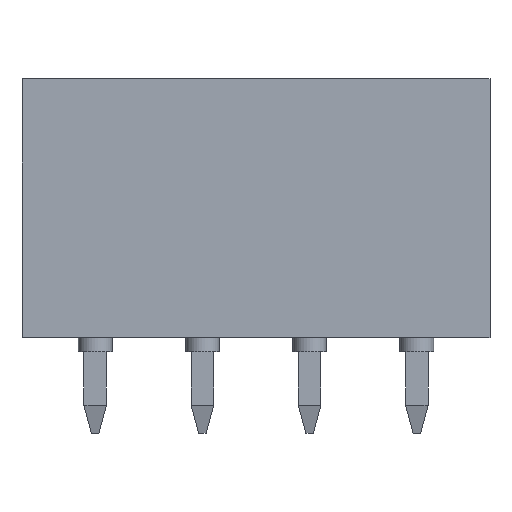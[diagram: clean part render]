
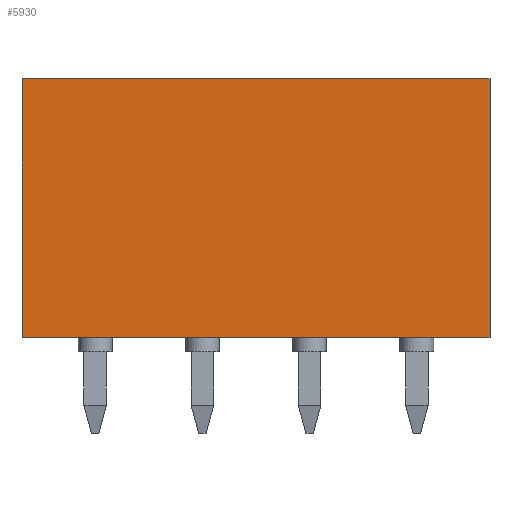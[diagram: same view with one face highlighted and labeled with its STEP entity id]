
A CAD part, front view. The second image highlights one B-rep face of the part: STEP entity #5930.
In plain terms, the highlighted planar face has unit normal (0, -1, 0).
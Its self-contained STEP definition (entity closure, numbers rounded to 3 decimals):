
#3742=CARTESIAN_POINT('',(8.315,-3.,9.2));
#3743=VERTEX_POINT('',#3742);
#3744=CARTESIAN_POINT('',(-8.315,-3.0,9.2));
#3745=VERTEX_POINT('',#3744);
#3746=CARTESIAN_POINT('',(8.315,-3.,9.2));
#3747=DIRECTION('',(-1.0,0.0,0.0));
#3748=VECTOR('',#3747,16.63);
#3749=LINE('',#3746,#3748);
#3750=EDGE_CURVE('',#3743,#3745,#3749,.T.);
#5900=CARTESIAN_POINT('',(-9.147,-3.,9.66));
#5901=DIRECTION('',(0.0,-1.0,0.0));
#5902=DIRECTION('',(1.0,0.0,0.0));
#5903=AXIS2_PLACEMENT_3D('',#5900,#5901,#5902);
#5904=PLANE('',#5903);
#5905=CARTESIAN_POINT('',(-8.315,-3.,0.));
#5906=VERTEX_POINT('',#5905);
#5907=CARTESIAN_POINT('',(8.315,-3.,0.));
#5908=VERTEX_POINT('',#5907);
#5909=CARTESIAN_POINT('',(-8.315,-3.,0.));
#5910=DIRECTION('',(1.0,0.0,0.0));
#5911=VECTOR('',#5910,16.63);
#5912=LINE('',#5909,#5911);
#5913=EDGE_CURVE('',#5906,#5908,#5912,.T.);
#5914=ORIENTED_EDGE('',*,*,#5913,.T.);
#5915=CARTESIAN_POINT('',(8.315,-3.,0.));
#5916=DIRECTION('',(0.0,0.0,1.0));
#5917=VECTOR('',#5916,9.2);
#5918=LINE('',#5915,#5917);
#5919=EDGE_CURVE('',#5908,#3743,#5918,.T.);
#5920=ORIENTED_EDGE('',*,*,#5919,.T.);
#5921=ORIENTED_EDGE('',*,*,#3750,.T.);
#5922=CARTESIAN_POINT('',(-8.315,-3.,0.));
#5923=DIRECTION('',(0.0,0.0,1.0));
#5924=VECTOR('',#5923,9.2);
#5925=LINE('',#5922,#5924);
#5926=EDGE_CURVE('',#5906,#3745,#5925,.T.);
#5927=ORIENTED_EDGE('',*,*,#5926,.F.);
#5928=EDGE_LOOP('',(#5914,#5920,#5921,#5927));
#5929=FACE_OUTER_BOUND('',#5928,.T.);
#5930=ADVANCED_FACE('',(#5929),#5904,.T.);
